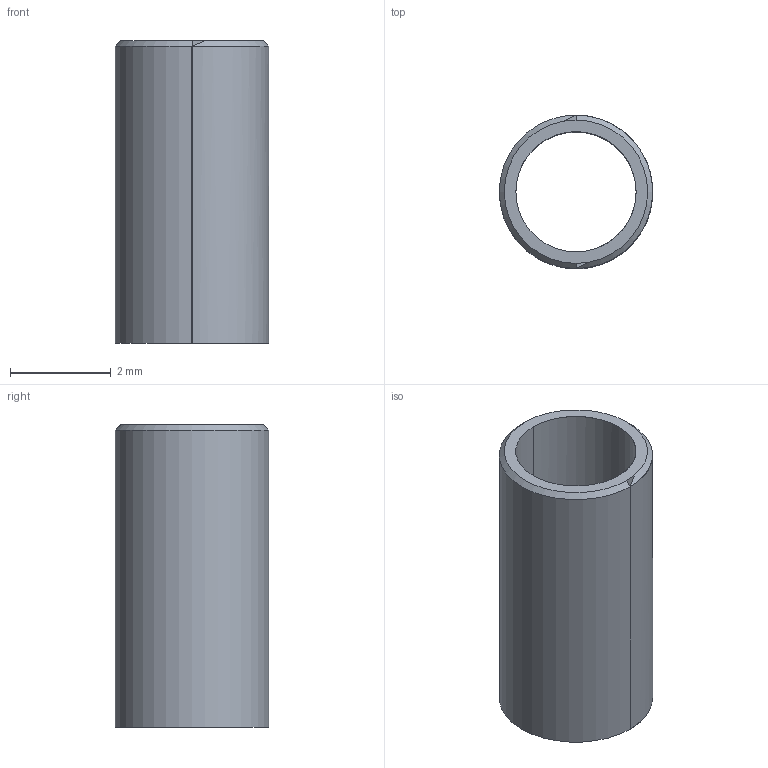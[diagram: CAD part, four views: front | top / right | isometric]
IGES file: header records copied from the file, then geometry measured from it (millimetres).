
Global section: file name: 0393-12-31A; native system: VariCAD 2015-2.06; preprocessor: 5.3; author: LVVS3874K00E; organization: Elphe, Inc.; date: 20160430.113016; units: millimetre
Bounding box: 3.05 x 3.05 x 6 mm (x, y, z)
Surface area: 104.9 mm2 (no closed solid volume)
Topology: 0 solids, 0 shells, 8 faces, 32 edges, 32 vertices
Faces by surface type: revolution 6, bspline 2
